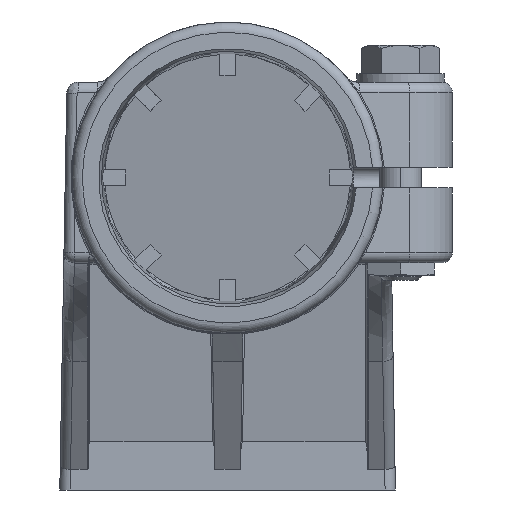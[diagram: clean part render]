
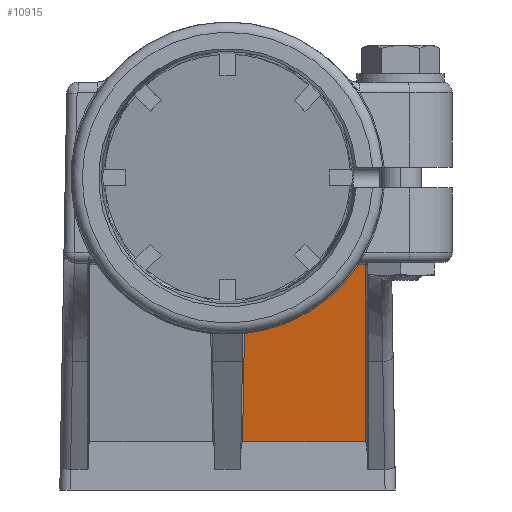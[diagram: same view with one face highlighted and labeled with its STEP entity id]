
A CAD part, front view. The second image highlights one B-rep face of the part: STEP entity #10915.
In plain terms, the highlighted planar face has unit normal (0, -0.988, -0.156).
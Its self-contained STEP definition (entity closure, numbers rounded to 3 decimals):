
#1722=CARTESIAN_POINT('',(2.892,75.,-51.187));
#1738=DIRECTION('',(-1.,0.,0.));
#1739=VECTOR('',#1738,23.808);
#1740=CARTESIAN_POINT('',(26.7,75.,-51.187));
#1741=LINE('',#1740,#1739);
#1756=CARTESIAN_POINT('',(26.7,75.,-51.187));
#4006=DIRECTION('',(0.,-0.156,0.988));
#4007=VECTOR('',#4006,34.864);
#4008=CARTESIAN_POINT('',(26.7,75.,-51.187));
#4009=LINE('',#4008,#4007);
#4010=DIRECTION('',(-0.017,0.156,-0.988));
#4011=VECTOR('',#4010,21.224);
#4012=CARTESIAN_POINT('',(3.258,71.68,-30.228));
#4013=LINE('',#4012,#4011);
#4014=CARTESIAN_POINT('',(25.396,69.546,-16.753));
#4015=CARTESIAN_POINT('',(25.088,69.62,-17.218));
#4016=CARTESIAN_POINT('',(24.448,69.764,-18.131));
#4017=CARTESIAN_POINT('',(23.409,69.973,-19.45));
#4018=CARTESIAN_POINT('',(22.298,70.173,-20.712));
#4019=CARTESIAN_POINT('',(21.118,70.363,-21.912));
#4020=CARTESIAN_POINT('',(19.873,70.543,-23.044));
#4021=CARTESIAN_POINT('',(18.569,70.711,-24.105));
#4022=CARTESIAN_POINT('',(17.211,70.867,-25.091));
#4023=CARTESIAN_POINT('',(15.801,71.011,-26.));
#4024=CARTESIAN_POINT('',(14.344,71.142,-26.83));
#4025=CARTESIAN_POINT('',(12.845,71.261,-27.578));
#4026=CARTESIAN_POINT('',(11.307,71.366,-28.242));
#4027=CARTESIAN_POINT('',(9.736,71.457,-28.821));
#4028=CARTESIAN_POINT('',(8.138,71.535,-29.311));
#4029=CARTESIAN_POINT('',(6.52,71.599,-29.712));
#4030=CARTESIAN_POINT('',(4.891,71.648,-30.024));
#4031=CARTESIAN_POINT('',(3.803,71.671,-30.167));
#4032=CARTESIAN_POINT('',(3.258,71.68,-30.225));
#4034=DIRECTION('',(-1.,0.,0.));
#4035=VECTOR('',#4034,1.304);
#4036=CARTESIAN_POINT('',(26.7,69.546,-16.753));
#4037=LINE('',#4036,#4035);
#5303=VERTEX_POINT('',#1756);
#5304=CARTESIAN_POINT('',(26.7,69.546,-16.753));
#5305=VERTEX_POINT('',#5304);
#5312=CARTESIAN_POINT('',(25.396,69.546,-16.753));
#5313=VERTEX_POINT('',#5312);
#5317=VERTEX_POINT('',#4032);
#5318=VERTEX_POINT('',#1722);
#10903=CARTESIAN_POINT('',(27.,71.652,-30.046));
#10904=DIRECTION('',(0.,0.988,0.156));
#10905=DIRECTION('',(0.,0.156,-0.988));
#10906=AXIS2_PLACEMENT_3D('',#10903,#10904,#10905);
#10907=PLANE('',#10906);
#10908=ORIENTED_EDGE('',*,*,#10896,.F.);
#10909=ORIENTED_EDGE('',*,*,#7485,.T.);
#10910=ORIENTED_EDGE('',*,*,#10605,.F.);
#10911=ORIENTED_EDGE('',*,*,#10666,.F.);
#10912=ORIENTED_EDGE('',*,*,#10767,.F.);
#10913=EDGE_LOOP('',(#10908,#10909,#10910,#10911,#10912));
#10914=FACE_OUTER_BOUND('',#10913,.F.);
#10915=ADVANCED_FACE('',(#10914),#10907,.F.);
#4033=B_SPLINE_CURVE_WITH_KNOTS('',3,(#4014,#4015,#4016,#4017,#4018,#4019,#4020,
#4021,#4022,#4023,#4024,#4025,#4026,#4027,#4028,#4029,#4030,#4031,#4032),
.UNSPECIFIED.,.F.,.F.,(4,1,1,1,1,1,1,1,1,1,1,1,1,1,1,1,4),(0.,0.063,0.125,
0.188,0.25,0.313,0.375,0.438,0.5,0.563,0.625,0.688,
0.75,0.813,0.875,0.938,1.),.UNSPECIFIED.);
#7485=EDGE_CURVE('',#5303,#5318,#1741,.T.);
#10605=EDGE_CURVE('',#5317,#5318,#4013,.T.);
#10666=EDGE_CURVE('',#5313,#5317,#4033,.T.);
#10767=EDGE_CURVE('',#5305,#5313,#4037,.T.);
#10896=EDGE_CURVE('',#5303,#5305,#4009,.T.);
